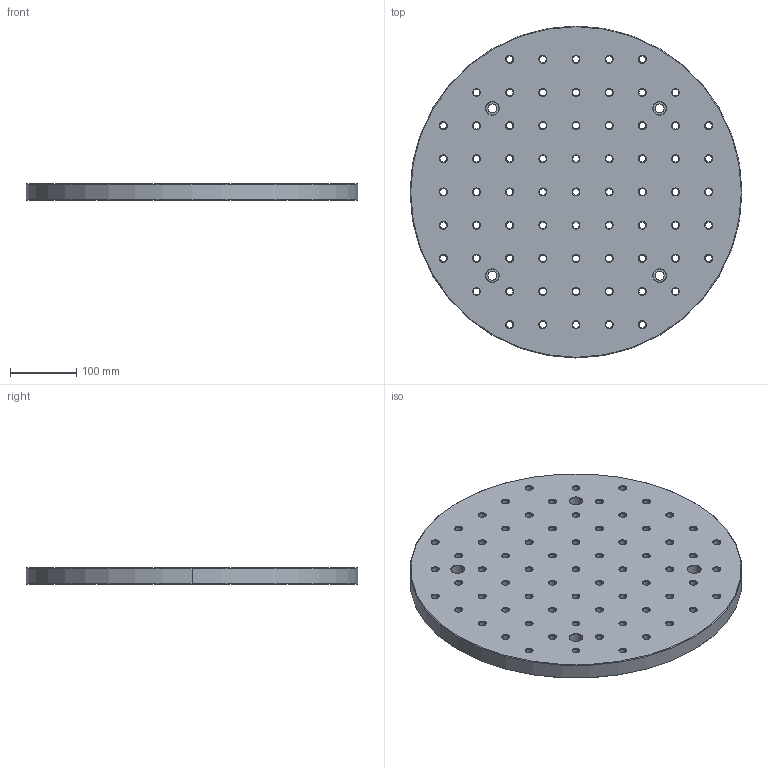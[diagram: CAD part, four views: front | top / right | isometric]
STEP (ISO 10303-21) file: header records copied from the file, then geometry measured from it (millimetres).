
FILE_DESCRIPTION (( 'STEP AP214' ), '1' );
FILE_NAME ('05-0565.STEP', '2024-08-06T15:57:45', ( '' ), ( '' ), 'SwSTEP 2.0', 'SolidWorks 2022', '' );
FILE_SCHEMA (( 'AUTOMOTIVE_DESIGN' ));
Length unit declared in the file: inch
Products named in the file (1): 05-0565
Bounding box: 500.38 x 500.38 x 25 mm (x, y, z)
Volume: 4744989.6 mm3; surface area: 478246.9 mm2
Topology: 1 solids, 1 shells, 312 faces, 768 edges, 462 vertices
Faces by surface type: cylinder 156, cone 150, plane 6
Entity records: 11400 total; most frequent: DIRECTION 1856, CARTESIAN_POINT 1543, ORIENTED_EDGE 1536, AXIS2_PLACEMENT_3D 775, EDGE_CURVE 768, EDGE_LOOP 462, CIRCLE 462, VERTEX_POINT 462
